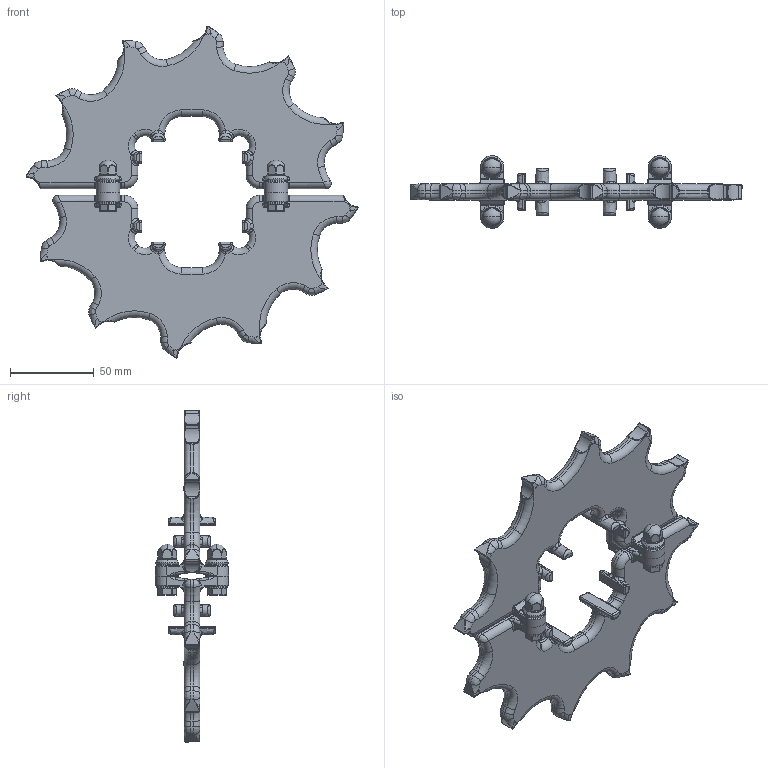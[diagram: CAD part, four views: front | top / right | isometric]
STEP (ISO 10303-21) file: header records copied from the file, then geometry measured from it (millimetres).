
FILE_DESCRIPTION((''),'2;1');
FILE_NAME('UNI_2P-HYG_MPB_Z12_T3_60_ASM','2019-02-12T08:41:36',('MTH'),(''),'CREO PARAMETRIC BY PTC INC, 2018420','CREO PARAMETRIC BY PTC INC, 2018420','');
FILE_SCHEMA(('AUTOMOTIVE_DESIGN { 1 0 10303 214 1 1 1 1 }'));
Products named in the file (5): T0502; WASHER; DIN931_M6_A4; DOME_ISO1587_M6; UNI_2P-HYG_MPB_Z12_T3_60_ASM
Assembly tree (18 placements, depth 2):
  UNI_2P-HYG_MPB_Z12_T3_60_ASM
    T0502  x2
    WASHER  x8
    DIN931_M6_A4  x4
    DOME_ISO1587_M6  x4
Bounding box: 197.69 x 43.6 x 197.69 mm (x, y, z)
Volume: 192757.3 mm3; surface area: 62657 mm2
Topology: 18 solids, 22 shells, 2026 faces, 4854 edges, 2878 vertices
Faces by surface type: bspline 768, cylinder 610, plane 264, torus 256, sphere 64, cone 64
Entity records: 59911 total; most frequent: CARTESIAN_POINT 34734, ORIENTED_EDGE 3910, DIRECTION 3535, EDGE_CURVE 1957, PRESENTATION_STYLE_ASSIGNMENT 1776, STYLED_ITEM 1776, CURVE_STYLE 1775, AXIS2_PLACEMENT_3D 1504
